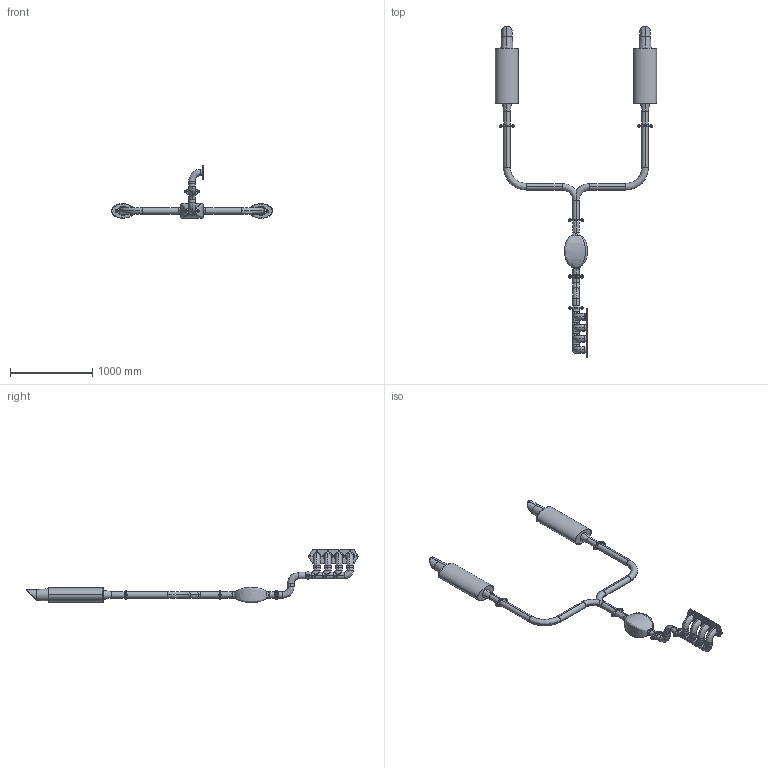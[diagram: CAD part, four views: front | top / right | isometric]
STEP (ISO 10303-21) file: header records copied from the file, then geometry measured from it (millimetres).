
FILE_DESCRIPTION(('FreeCAD Model'),'2;1');
FILE_NAME('Open CASCADE Shape Model','2025-05-04T02:08:40',('FreeCAD'),( 'FreeCAD'),'Open CASCADE STEP processor 7.6','FreeCAD','Unknown');
FILE_SCHEMA(('AUTOMOTIVE_DESIGN { 1 0 10303 214 1 1 1 1 }'));
Products named in the file (1): Open CASCADE STEP translator 7.6 1
Bounding box: 1955.01 x 4029.58 x 643.26 mm (x, y, z)
Volume: 17505877.6 mm3; surface area: 6685959.9 mm2
Topology: 45 solids, 45 shells, 2347 faces, 5534 edges, 3304 vertices
Faces by surface type: bspline 2347
Entity records: 121125 total; most frequent: CARTESIAN_POINT 90715, ORIENTED_EDGE 11068, EDGE_CURVE 5534, VERTEX_POINT 3304, B_SPLINE_CURVE_WITH_KNOTS 2685, FACE_BOUND 2530, EDGE_LOOP 2530, ADVANCED_FACE 2347
